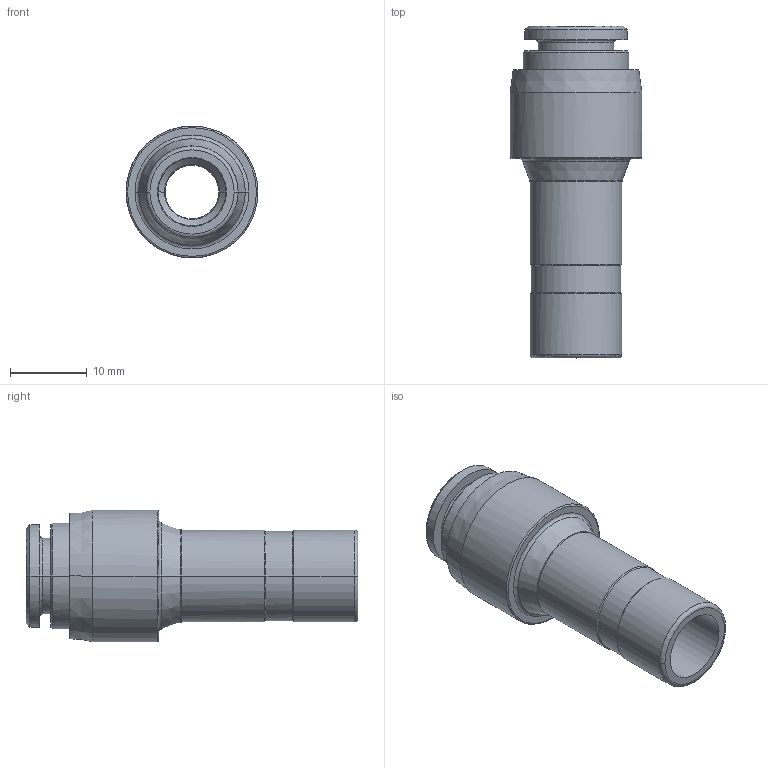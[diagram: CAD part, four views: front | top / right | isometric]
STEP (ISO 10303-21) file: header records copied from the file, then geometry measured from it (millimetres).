
FILE_DESCRIPTION(('CATIA V5 STEP Exchange'),'2;1');
FILE_NAME('PN300B-12-08.stp','2018-04-14T17:45:13+00:00',('none'),('none'),'CATIA Version 5 Release 21 GA (IN-10)','CATIA V5 STEP AP203','none');
FILE_SCHEMA(('CONFIG_CONTROL_DESIGN'));
Length unit declared in the file: millimetre
Products named in the file (1): PN300B-12-08
Bounding box: 17.2 x 43.3 x 17.2 mm (x, y, z)
Volume: 3851.5 mm3; surface area: 3408.7 mm2
Topology: 1 solids, 1 shells, 183 faces, 464 edges, 296 vertices
Faces by surface type: plane 119, torus 28, cylinder 20, cone 16
Entity records: 5519 total; most frequent: CARTESIAN_POINT 1143, ORIENTED_EDGE 928, DIRECTION 798, EDGE_CURVE 464, VECTOR 345, LINE 345, VERTEX_POINT 296, AXIS2_PLACEMENT_3D 279
